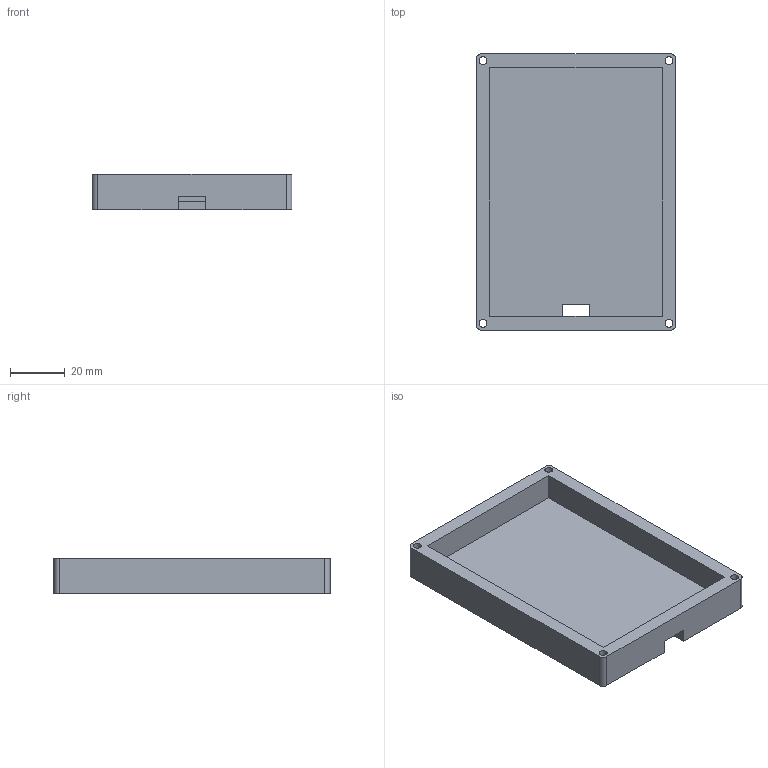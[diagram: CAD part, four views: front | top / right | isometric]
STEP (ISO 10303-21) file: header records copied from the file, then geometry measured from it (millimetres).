
FILE_DESCRIPTION(/* description */ ('STEP AP242','CAx-IF Rec.Pracs.---Representation and Presentation of Product Manufacturing Information (PMI)---4.0---2014-10-13','CAx-IF Rec.Pracs.---3D Tessellated Geometry---0.4---2014-09-14','2;1'),/* implementation_level */ '2;1');
FILE_NAME(/* name */ '67149cd87dca56267dc86977',/* time_stamp */ '2024-10-20T06:02:01Z',/* author */ (''),/* organization */ (''),/* preprocessor_version */ 'ST-DEVELOPER v20',/* originating_system */ ' ',/* authorisation */ ' ');
FILE_SCHEMA (('AP242_MANAGED_MODEL_BASED_3D_ENGINEERING_MIM_LF { 1 0 10303 442 1 1 4 }'));
Length unit declared in the file: metre
Products named in the file (1): case base
Bounding box: 73 x 101 x 13 mm (x, y, z)
Volume: 37745.9 mm3; surface area: 22666.4 mm2
Topology: 1 solids, 1 shells, 23 faces, 66 edges, 44 vertices
Faces by surface type: plane 15, cylinder 8
Full cylindrical faces by diameter (mm): 2.9 x4
Entity records: 778 total; most frequent: CARTESIAN_POINT 130, DIRECTION 126, ORIENTED_EDGE 124, EDGE_CURVE 62, LINE 46, VECTOR 46, VERTEX_POINT 44, AXIS2_PLACEMENT_3D 40
